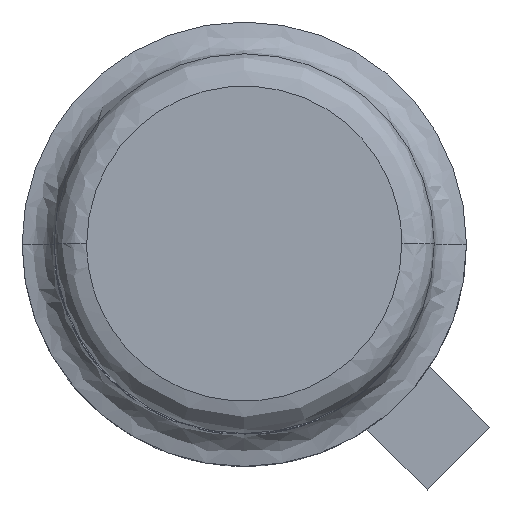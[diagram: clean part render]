
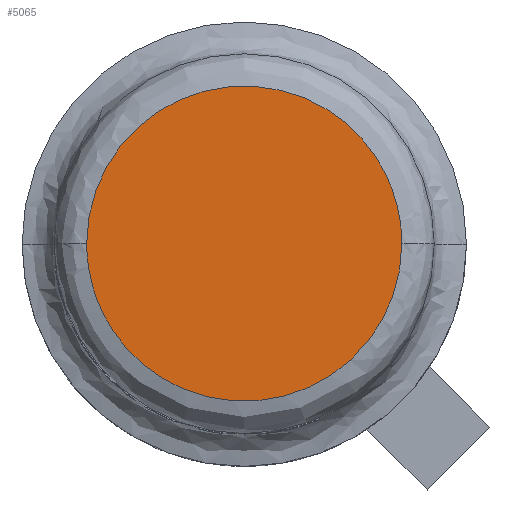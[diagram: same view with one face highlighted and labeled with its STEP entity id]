
A CAD part, top view. The second image highlights one B-rep face of the part: STEP entity #5065.
In plain terms, the highlighted planar face has unit normal (0, 0, 1).
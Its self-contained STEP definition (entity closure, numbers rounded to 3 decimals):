
#446 = CARTESIAN_POINT ( 'NONE',  ( -1.95, -3.9, 5. ) ) ;
#640 = EDGE_CURVE ( 'NONE', #5070, #4107, #3489, .T. ) ;
#913 = FACE_OUTER_BOUND ( 'NONE', #1546, .T. ) ;
#986 = CARTESIAN_POINT ( 'NONE',  ( 1.95, -3.9, 5. ) ) ;
#1056 = AXIS2_PLACEMENT_3D ( 'NONE', #4125, #3589, #3039 ) ;
#1188 = ORIENTED_EDGE ( 'NONE', *, *, #640, .F. ) ;
#1541 = CARTESIAN_POINT ( 'NONE',  ( 1.95, 0., 5. ) ) ;
#1546 = EDGE_LOOP ( 'NONE', ( #3339, #1188 ) ) ;
#2511 = CARTESIAN_POINT ( 'NONE',  ( -1.95, 0., 5. ) ) ;
#2583 = CARTESIAN_POINT ( 'NONE',  ( 1.95, 0., 5. ) ) ;
#2652 = EDGE_CURVE ( 'NONE', #4107, #5070, #4373, .T. ) ;
#3039 = DIRECTION ( 'NONE',  ( 1., 0., 0. ) ) ;
#3250 = CARTESIAN_POINT ( 'NONE',  ( 1.95, 0., 5. ) ) ;
#3339 = ORIENTED_EDGE ( 'NONE', *, *, #2652, .F. ) ;
#3489 =( BOUNDED_CURVE ( )  B_SPLINE_CURVE ( 3, ( #4875, #4326, #3794, #3250 ),
 .UNSPECIFIED., .F., .T. ) 
 B_SPLINE_CURVE_WITH_KNOTS ( ( 4, 4 ),
 ( 0.5, 1. ),
 .UNSPECIFIED. ) 
 CURVE ( )  GEOMETRIC_REPRESENTATION_ITEM ( )  RATIONAL_B_SPLINE_CURVE ( ( 1., 0.333, 0.333, 1. ) ) 
 REPRESENTATION_ITEM ( '' )  );
#3589 = DIRECTION ( 'NONE',  ( 0., 0., 1. ) ) ;
#3794 = CARTESIAN_POINT ( 'NONE',  ( 1.95, 3.9, 5. ) ) ;
#4107 = VERTEX_POINT ( 'NONE', #2583 ) ;
#4125 = CARTESIAN_POINT ( 'NONE',  ( 0., 0., 5. ) ) ;
#4326 = CARTESIAN_POINT ( 'NONE',  ( -1.95, 3.9, 5. ) ) ;
#4373 =( BOUNDED_CURVE ( )  B_SPLINE_CURVE ( 3, ( #1541, #986, #446, #5183 ),
 .UNSPECIFIED., .F., .T. ) 
 B_SPLINE_CURVE_WITH_KNOTS ( ( 4, 4 ),
 ( 0., 0.5 ),
 .UNSPECIFIED. ) 
 CURVE ( )  GEOMETRIC_REPRESENTATION_ITEM ( )  RATIONAL_B_SPLINE_CURVE ( ( 1., 0.333, 0.333, 1. ) ) 
 REPRESENTATION_ITEM ( '' )  );
#4660 = PLANE ( 'NONE',  #1056 ) ;
#4875 = CARTESIAN_POINT ( 'NONE',  ( -1.95, 0., 5. ) ) ;
#5065 = ADVANCED_FACE ( 'NONE', ( #913 ), #4660, .T. ) ;
#5070 = VERTEX_POINT ( 'NONE', #2511 ) ;
#5183 = CARTESIAN_POINT ( 'NONE',  ( -1.95, 0., 5. ) ) ;
